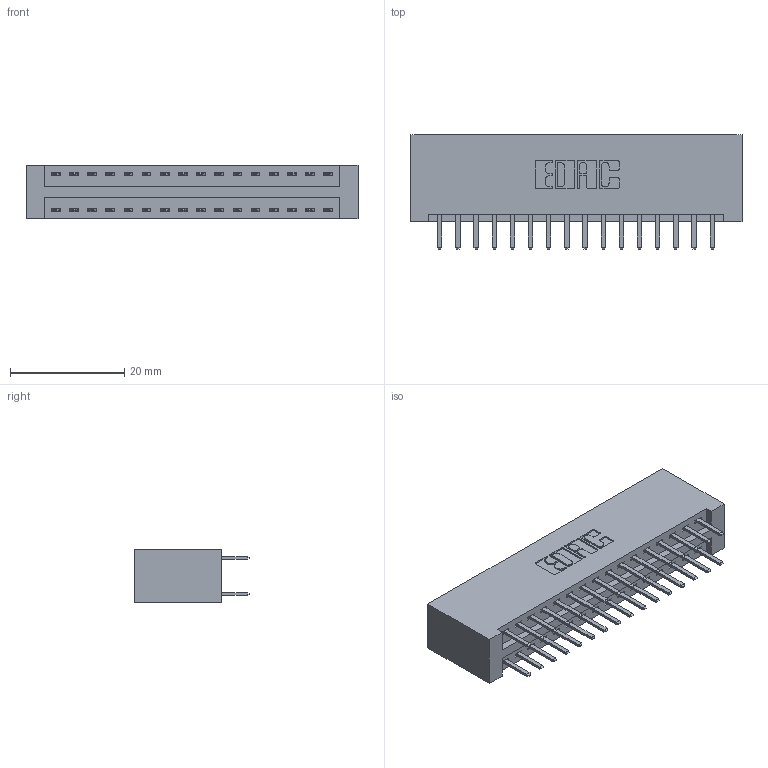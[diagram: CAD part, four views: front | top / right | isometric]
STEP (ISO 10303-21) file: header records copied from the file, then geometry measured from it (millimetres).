
FILE_DESCRIPTION (( 'STEP AP203' ), '1' );
FILE_NAME ('396-032-520-201.STEP', '2019-10-30T06:05:07', ( '' ), ( '' ), 'SwSTEP 2.0', 'SolidWorks 2016', '' );
FILE_SCHEMA (( 'CONFIG_CONTROL_DESIGN' ));
Length unit declared in the file: inch
Products named in the file (3): 345-292-001_345-293-120; 346 Part_No Mounting Lugs; 396-032-520-201
Assembly tree (33 placements, depth 2):
  396-032-520-201
    346 Part_No Mounting Lugs
    345-292-001_345-293-120  x32
Bounding box: 58.04 x 20.02 x 9.4 mm (x, y, z)
Volume: 6016.8 mm3; surface area: 7992.1 mm2
Topology: 33 solids, 33 shells, 1906 faces, 5521 edges, 3594 vertices
Faces by surface type: plane 1256, cylinder 650
Entity records: 13779 total; most frequent: CARTESIAN_POINT 2316, ORIENTED_EDGE 2238, DIRECTION 2075, EDGE_CURVE 1119, VECTOR 927, LINE 927, VERTEX_POINT 742, AXIS2_PLACEMENT_3D 574
